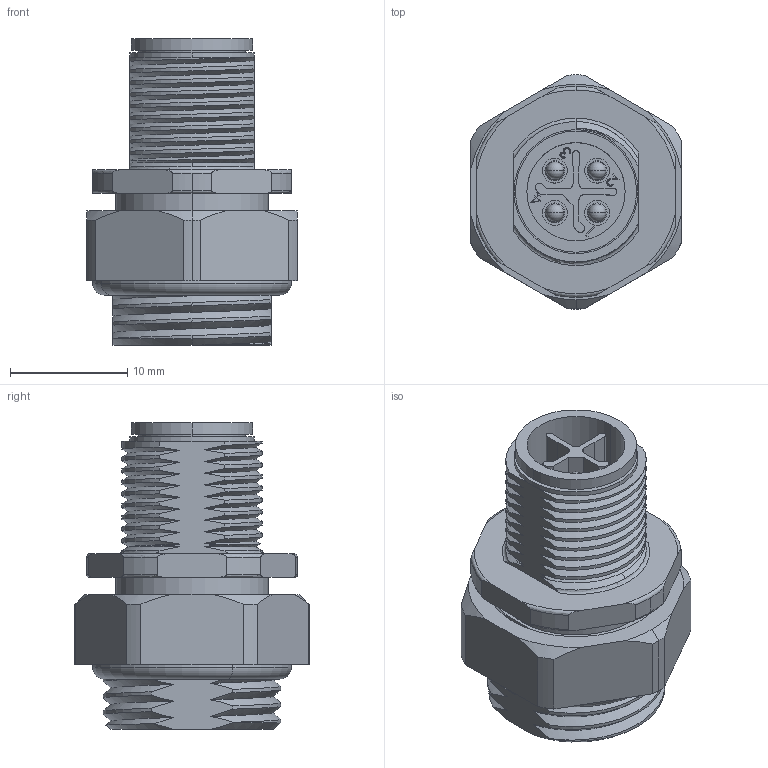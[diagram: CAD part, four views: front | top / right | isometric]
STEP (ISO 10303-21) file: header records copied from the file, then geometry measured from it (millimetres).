
FILE_DESCRIPTION(/* description */ (''),/* implementation_level */ '2;1');
FILE_NAME(/* name */ 'PS-FEZ42-_stp.stp',/* time_stamp */ '2022-04-14T10:00:37+08:00',/* author */ (''),/* organization */ (''),/* preprocessor_version */ 'ST-DEVELOPER v16',/* originating_system */ 'SIEMENS PLM Software NX 10.0',/* authorisation */ '');
FILE_SCHEMA (('AP203_CONFIGURATION_CONTROLLED_3D_DESIGN_OF_MECHANICAL_PARTS_AND_ASSEMBLIES_MIM_LF { 1 0 10303 403 2 1 2}'));
Length unit declared in the file: millimetre
Products named in the file (1): DELL1A101836b18q
Bounding box: 18 x 20 x 26.2 mm (x, y, z)
Volume: 2800.8 mm3; surface area: 5836.9 mm2
Topology: 8 solids, 8 shells, 499 faces, 1343 edges, 863 vertices
Faces by surface type: cylinder 182, plane 140, bspline 84, cone 51, torus 29, sphere 8, extrusion 5
Full cylindrical faces by diameter (mm): 3 x4
Entity records: 23268 total; most frequent: CARTESIAN_POINT 11444, ORIENTED_EDGE 2662, DIRECTION 2112, EDGE_CURVE 1331, VERTEX_POINT 867, AXIS2_PLACEMENT_3D 784, VECTOR 544, EDGE_LOOP 540
